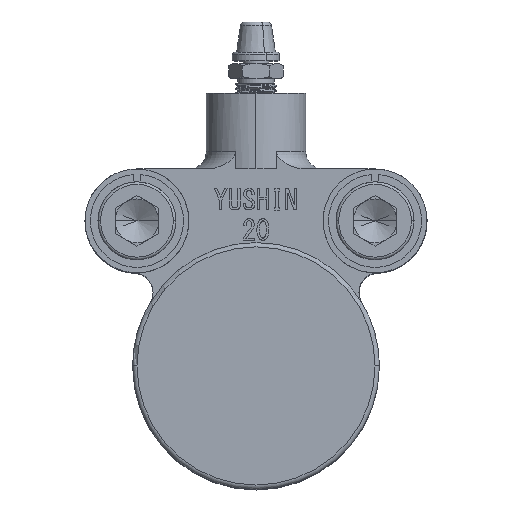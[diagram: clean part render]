
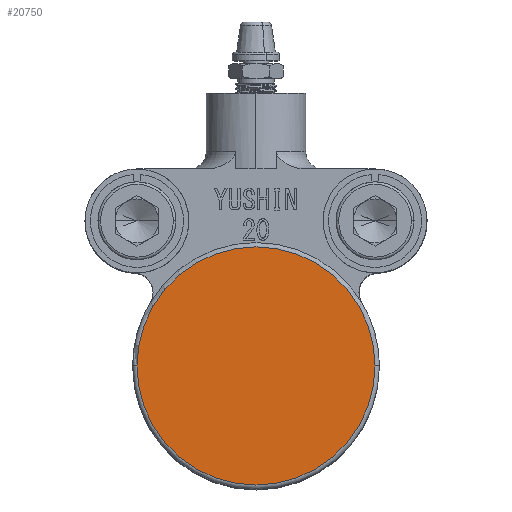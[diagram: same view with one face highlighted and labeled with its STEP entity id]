
A CAD part, top view. The second image highlights one B-rep face of the part: STEP entity #20750.
In plain terms, the highlighted planar face has unit normal (0, 0, 1).
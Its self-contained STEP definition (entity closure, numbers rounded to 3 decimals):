
#106 = DIRECTION ( 'NONE',  ( 0., 0., 1. ) ) ;
#2315 = CARTESIAN_POINT ( 'NONE',  ( -27.5, 0., 36. ) ) ;
#2338 = EDGE_CURVE ( 'NONE', #2722, #20120, #8354, .T. ) ;
#2722 = VERTEX_POINT ( 'NONE', #8828 ) ;
#4264 = ORIENTED_EDGE ( 'NONE', *, *, #2338, .T. ) ;
#7069 = FACE_OUTER_BOUND ( 'NONE', #10329, .T. ) ;
#7175 = PLANE ( 'NONE',  #20434 ) ;
#8171 = ORIENTED_EDGE ( 'NONE', *, *, #15464, .T. ) ;
#8354 = CIRCLE ( 'NONE', #21241, 27.5 ) ;
#8828 = CARTESIAN_POINT ( 'NONE',  ( 27.5, 0., 36. ) ) ;
#10329 = EDGE_LOOP ( 'NONE', ( #4264, #8171 ) ) ;
#11727 = CARTESIAN_POINT ( 'NONE',  ( 0., 0., 36. ) ) ;
#11788 = DIRECTION ( 'NONE',  ( 0., 0., 1. ) ) ;
#12102 = DIRECTION ( 'NONE',  ( 1., 0., 0. ) ) ;
#14344 = DIRECTION ( 'NONE',  ( 0., 0., 1. ) ) ;
#15464 = EDGE_CURVE ( 'NONE', #20120, #2722, #17848, .T. ) ;
#16134 = DIRECTION ( 'NONE',  ( 1., 0., 0. ) ) ;
#17848 = CIRCLE ( 'NONE', #19649, 27.5 ) ;
#18401 = DIRECTION ( 'NONE',  ( 1., 0., 0. ) ) ;
#19649 = AXIS2_PLACEMENT_3D ( 'NONE', #11727, #14344, #16134 ) ;
#20120 = VERTEX_POINT ( 'NONE', #2315 ) ;
#20292 = CARTESIAN_POINT ( 'NONE',  ( 0., 0., 36. ) ) ;
#20321 = CARTESIAN_POINT ( 'NONE',  ( 0., 0., 36. ) ) ;
#20434 = AXIS2_PLACEMENT_3D ( 'NONE', #20292, #106, #12102 ) ;
#20750 = ADVANCED_FACE ( 'NONE', ( #7069 ), #7175, .T. ) ;
#21241 = AXIS2_PLACEMENT_3D ( 'NONE', #20321, #11788, #18401 ) ;
